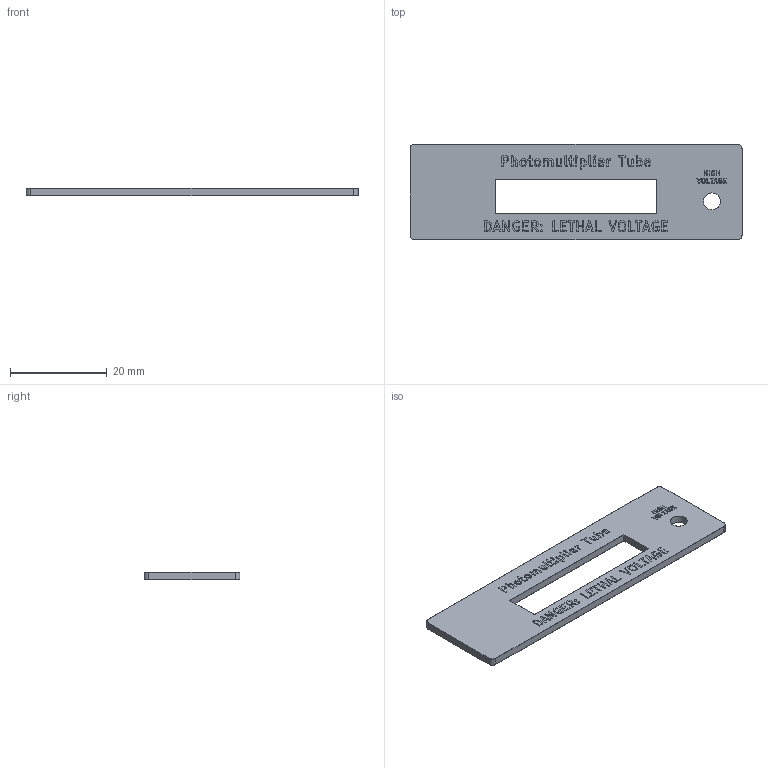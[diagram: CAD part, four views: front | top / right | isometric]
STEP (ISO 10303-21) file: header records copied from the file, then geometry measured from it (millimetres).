
FILE_DESCRIPTION(('KiCad electronic assembly'),'2;1');
FILE_NAME('back_panel.step','2025-02-15T01:17:47',('Pcbnew'),('Kicad'), 'Open CASCADE STEP processor 7.8','KiCad to STEP converter','Unknown' );
FILE_SCHEMA(('AUTOMOTIVE_DESIGN { 1 0 10303 214 1 1 1 1 }'));
Length unit declared in the file: millimetre
Products named in the file (5): back_panel 1; back_panel_copper; back_panel_silkscreen; back_panel_soldermask; back_panel_PCB
Assembly tree (4 placements, depth 2):
  back_panel 1
    back_panel_copper
    back_panel_silkscreen
    back_panel_soldermask
    back_panel_PCB
Bounding box: 68.75 x 19.85 x 1.64 mm (x, y, z)
Volume: 1686.8 mm3; surface area: 4922.7 mm2
Topology: 1 solids, 56 shells, 74 faces, 1046 edges, 1029 vertices
Faces by surface type: plane 69, cylinder 5
Full cylindrical faces by diameter (mm): 3.5 x1
Entity records: 9837 total; most frequent: CARTESIAN_POINT 2154, DIRECTION 1416, ORIENTED_EDGE 1097, EDGE_CURVE 1046, VERTEX_POINT 1029, LINE 834, VECTOR 834, AXIS2_PLACEMENT_3D 291
